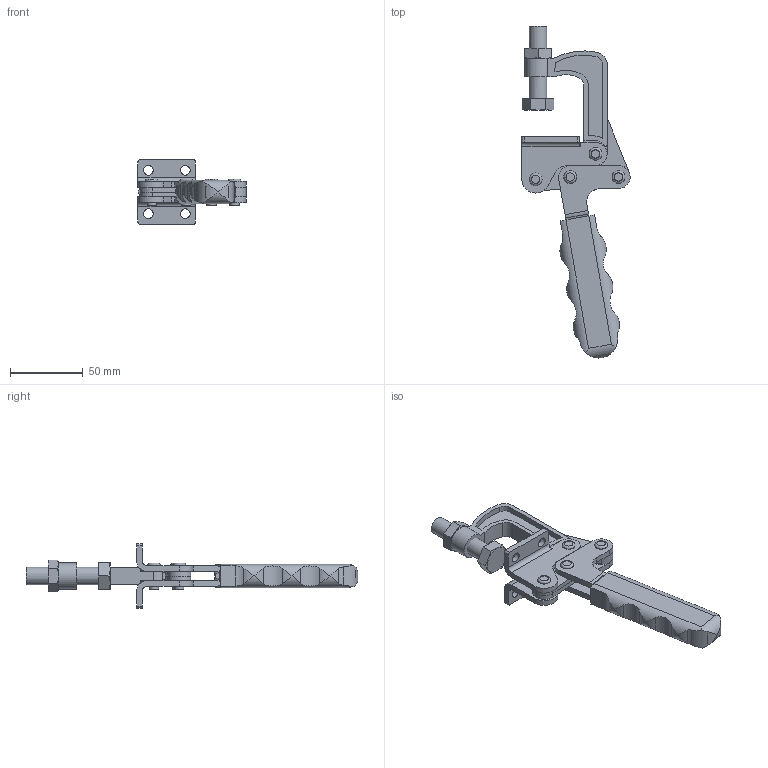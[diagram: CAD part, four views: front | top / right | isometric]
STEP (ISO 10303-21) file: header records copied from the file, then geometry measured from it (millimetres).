
FILE_DESCRIPTION(/* description */ ('Alibre Inc.'),/* implementation_level */ '2;1');
FILE_NAME(/* name */ 'export0',/* time_stamp */ '2012-02-17T12:31:28+01:00',/* author */ (''),/* organization */ (''),/* preprocessor_version */ 'ST-DEVELOPER v12',/* originating_system */ 'Alibre',/* authorisation */ '');
FILE_SCHEMA (('ALIBRE_SCHEMA','CONFIG_CONTROL_DESIGN'));
Length unit declared in the file: millimetre
Products named in the file (1): ID_1
Bounding box: 74.65 x 228.95 x 44.4 mm (x, y, z)
Volume: 93531.2 mm3; surface area: 54069 mm2
Topology: 14 solids, 14 shells, 245 faces, 625 edges, 409 vertices
Faces by surface type: cylinder 116, plane 113, cone 12, torus 4
Full cylindrical faces by diameter (mm): 6.31 x4, 6.36 x4, 6.375 x4, 6.4 x2, 6.42 x4, 6.7 x4, 8.8 x4, 10 x1, 10.2 x1, 12 x1, 16 x1
Entity records: 15401 total; most frequent: CARTESIAN_POINT 3868, ORIENTED_EDGE 2284, DIRECTION 1939, EDGE_CURVE 1142, AXIS2_PLACEMENT_3D 803, VERTEX_POINT 778, EDGE_LOOP 656, FACE_BOUND 656
